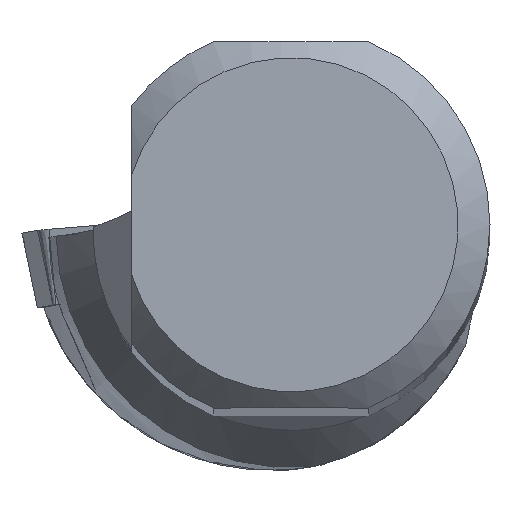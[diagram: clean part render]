
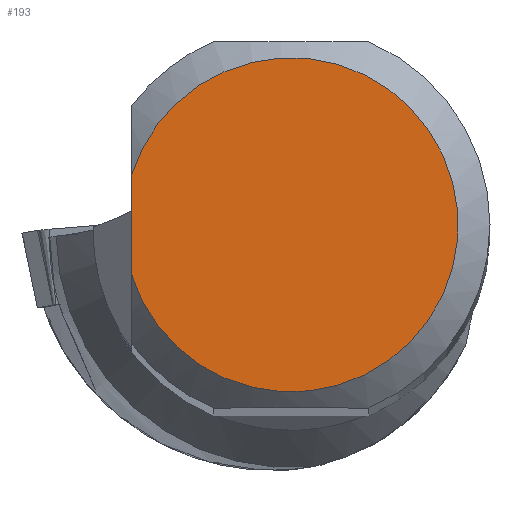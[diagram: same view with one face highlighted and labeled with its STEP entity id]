
A CAD part, top view. The second image highlights one B-rep face of the part: STEP entity #193.
In plain terms, the highlighted planar face has unit normal (0, 0, 1).
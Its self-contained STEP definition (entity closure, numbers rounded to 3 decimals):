
#152=FACE_OUTER_BOUND('',#372,.T.);
#193=ADVANCED_FACE('CU_SU_BP3',(#152),#221,.T.);
#221=PLANE('',#987);
#263=LINE('',#1613,#306);
#306=VECTOR('',#1174,1.);
#372=EDGE_LOOP('',(#527,#528));
#527=ORIENTED_EDGE('',*,*,#775,.F.);
#528=ORIENTED_EDGE('',*,*,#776,.T.);
#680=VERTEX_POINT('',#1614);
#681=VERTEX_POINT('',#1615);
#775=EDGE_CURVE('',#680,#681,#263,.T.);
#776=EDGE_CURVE('',#680,#681,#826,.T.);
#826=CIRCLE('',#986,10.491);
#986=AXIS2_PLACEMENT_3D('',#1616,#1175,#1176);
#987=AXIS2_PLACEMENT_3D('',#1617,#1177,#1178);
#1174=DIRECTION('',(0.,1.,0.));
#1175=DIRECTION('',(0.,0.,1.));
#1176=DIRECTION('',(1.,0.,0.));
#1177=DIRECTION('',(0.,0.,1.));
#1178=DIRECTION('',(1.,0.,0.));
#1613=CARTESIAN_POINT('',(-10.009,0.,0.));
#1614=CARTESIAN_POINT('',(-10.009,-3.145,0.));
#1615=CARTESIAN_POINT('',(-10.009,3.145,0.));
#1616=CARTESIAN_POINT('',(0.,0.,0.));
#1617=CARTESIAN_POINT('',(0.,0.,
0.));
